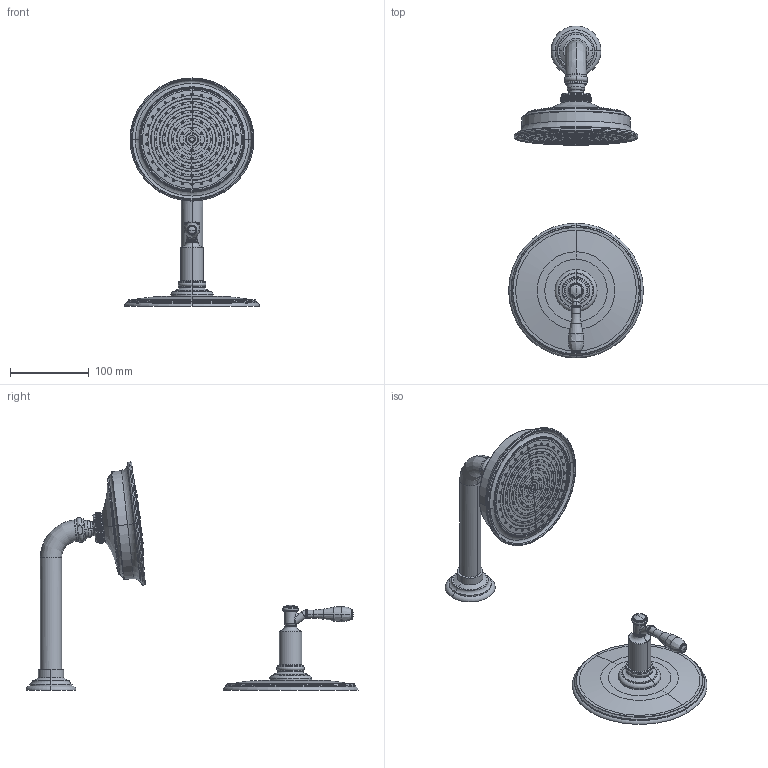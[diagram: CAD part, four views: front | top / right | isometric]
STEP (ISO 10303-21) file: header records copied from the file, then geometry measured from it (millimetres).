
FILE_DESCRIPTION((''),'2;1');
FILE_NAME('3-2554BP','2021-05-31T15:32:47',('jinson.thomas'),(''),'CREO PARAMETRIC BY PTC INC, 2018400','CREO PARAMETRIC BY PTC INC, 2018400','');
FILE_SCHEMA(('CONFIG_CONTROL_DESIGN'));
Length unit declared in the file: inch
Products named in the file (1): 3-2554BP
Bounding box: 171.45 x 422.27 x 290.14 mm (x, y, z)
Volume: 1026150.2 mm3; surface area: 143918.6 mm2
Topology: 2 solids, 2 shells, 1102 faces, 2651 edges, 1753 vertices
Faces by surface type: torus 299, plane 241, cylinder 238, cone 190, sphere 110, bspline 24
Entity records: 43276 total; most frequent: CARTESIAN_POINT 17945, ORIENTED_EDGE 5294, DIRECTION 5208, EDGE_CURVE 2647, AXIS2_PLACEMENT_3D 2272, VERTEX_POINT 1753, EDGE_LOOP 1306, CIRCLE 1194
